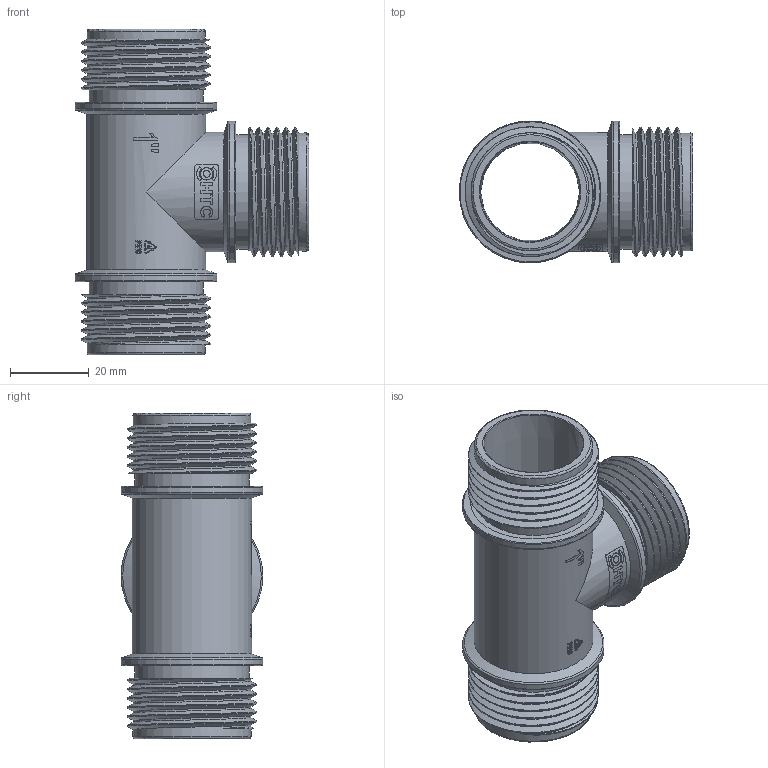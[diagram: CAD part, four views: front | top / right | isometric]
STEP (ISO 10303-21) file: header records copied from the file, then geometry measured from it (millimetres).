
FILE_DESCRIPTION(/* description */ (''),/* implementation_level */ '2;1');
FILE_NAME(/* name */ '三通一寸_20250606_2336.stp',/* time_stamp */ '2025-06-06T23:37:14+08:00',/* author */ (''),/* organization */ (''),/* preprocessor_version */ 'ST-DEVELOPER v16.7',/* originating_system */ 'SIEMENS PLM Software NX 12.0',/* authorisation */ '');
FILE_SCHEMA (('AP203_CONFIGURATION_CONTROLLED_3D_DESIGN_OF_MECHANICAL_PARTS_AND_ASSEMBLIES_MIM_LF { 1 0 10303 403 2 1 2}'));
Length unit declared in the file: millimetre
Products named in the file (1): Admi0454503Aft5t
Bounding box: 59.35 x 36 x 82.7 mm (x, y, z)
Volume: 27158.8 mm3; surface area: 24347.1 mm2
Topology: 1 solids, 1 shells, 250 faces, 654 edges, 433 vertices
Faces by surface type: plane 116, cylinder 75, bspline 21, extrusion 17, torus 12, cone 9
Full cylindrical faces by diameter (mm): 1.728 x1, 3.154 x1, 29 x3, 30 x15, 30.291 x2, 36 x3
Entity records: 17502 total; most frequent: CARTESIAN_POINT 10717, ORIENTED_EDGE 1110, DIRECTION 993, EDGE_CURVE 555, AXIS2_PLACEMENT_3D 386, VERTEX_POINT 385, EDGE_LOOP 302, ADVANCED_FACE 235
